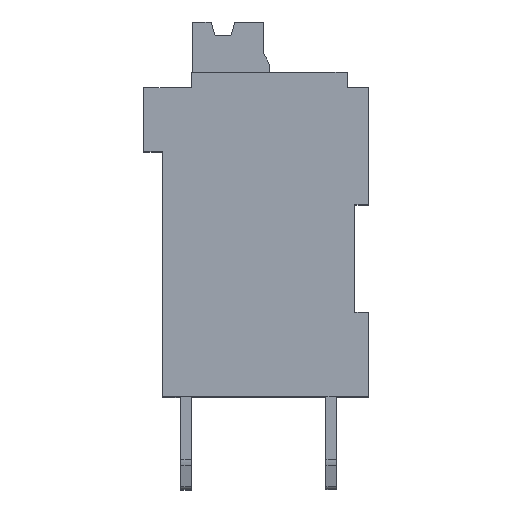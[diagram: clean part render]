
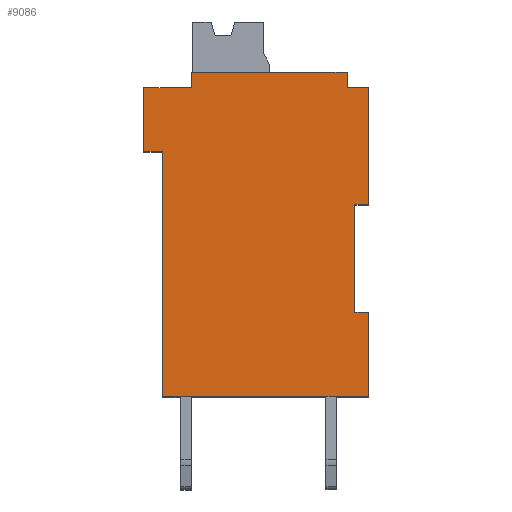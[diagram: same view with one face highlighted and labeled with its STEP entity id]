
A CAD part, top view. The second image highlights one B-rep face of the part: STEP entity #9086.
In plain terms, the highlighted planar face has unit normal (0, 0, 1).
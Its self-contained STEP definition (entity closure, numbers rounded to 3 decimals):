
#140 = CARTESIAN_POINT ( 'NONE',  ( 10.449, 7.048, 4.649 ) ) ;
#264 = CARTESIAN_POINT ( 'NONE',  ( 7.099, 0.898, 4.649 ) ) ;
#366 = VERTEX_POINT ( 'NONE', #19090 ) ;
#487 = DIRECTION ( 'NONE',  ( 0., -1., 0. ) ) ;
#728 = ORIENTED_EDGE ( 'NONE', *, *, #25051, .T. ) ;
#829 = VECTOR ( 'NONE', #15973, 1000. ) ;
#1025 = CARTESIAN_POINT ( 'NONE',  ( 11.249, -2.052, 4.649 ) ) ;
#1175 = CARTESIAN_POINT ( 'NONE',  ( 2.749, 4.047, 4.649 ) ) ;
#1546 = LINE ( 'NONE', #22599, #12948 ) ;
#1548 = CARTESIAN_POINT ( 'NONE',  ( 10.449, 6.448, 4.649 ) ) ;
#1684 = VECTOR ( 'NONE', #23577, 1000. ) ;
#1904 = EDGE_CURVE ( 'NONE', #29258, #21314, #10192, .T. ) ;
#2357 = CARTESIAN_POINT ( 'NONE',  ( 4.549, 7.047, 4.649 ) ) ;
#2620 = EDGE_CURVE ( 'NONE', #18883, #27720, #26230, .T. ) ;
#2806 = CARTESIAN_POINT ( 'NONE',  ( 11.249, 6.448, 4.649 ) ) ;
#2880 = VECTOR ( 'NONE', #22290, 1000. ) ;
#3230 = ORIENTED_EDGE ( 'NONE', *, *, #11375, .T. ) ;
#3940 = CARTESIAN_POINT ( 'NONE',  ( 3.449, 4.047, 4.649 ) ) ;
#4027 = ORIENTED_EDGE ( 'NONE', *, *, #1904, .T. ) ;
#4414 = DIRECTION ( 'NONE',  ( 1., 0., 0. ) ) ;
#4576 = ORIENTED_EDGE ( 'NONE', *, *, #11076, .T. ) ;
#4709 = EDGE_CURVE ( 'NONE', #21314, #24173, #10958, .T. ) ;
#4717 = EDGE_CURVE ( 'NONE', #366, #27834, #8029, .T. ) ;
#5594 = ORIENTED_EDGE ( 'NONE', *, *, #4717, .T. ) ;
#5658 = CARTESIAN_POINT ( 'NONE',  ( 3.449, 4.047, 4.649 ) ) ;
#5686 = DIRECTION ( 'NONE',  ( 1., 0., 0. ) ) ;
#5999 = VERTEX_POINT ( 'NONE', #2357 ) ;
#6016 = ORIENTED_EDGE ( 'NONE', *, *, #25206, .T. ) ;
#6049 = CARTESIAN_POINT ( 'NONE',  ( 10.449, 7.048, 4.649 ) ) ;
#6139 = CARTESIAN_POINT ( 'NONE',  ( 10.749, 2.048, 4.649 ) ) ;
#6493 = VECTOR ( 'NONE', #21197, 1000. ) ;
#6871 = FACE_OUTER_BOUND ( 'NONE', #13924, .T. ) ;
#6900 = CARTESIAN_POINT ( 'NONE',  ( 11.249, 2.048, 4.649 ) ) ;
#7712 = ORIENTED_EDGE ( 'NONE', *, *, #10565, .T. ) ;
#7768 = EDGE_CURVE ( 'NONE', #5999, #18883, #12934, .T. ) ;
#7785 = LINE ( 'NONE', #19639, #24612 ) ;
#7794 = LINE ( 'NONE', #140, #10966 ) ;
#8029 = LINE ( 'NONE', #17413, #23670 ) ;
#8194 = ORIENTED_EDGE ( 'NONE', *, *, #2620, .T. ) ;
#8433 = CARTESIAN_POINT ( 'NONE',  ( 11.249, 6.448, 4.649 ) ) ;
#8619 = DIRECTION ( 'NONE',  ( 0., -1., 0. ) ) ;
#8622 = DIRECTION ( 'NONE',  ( 1., 0., 0. ) ) ;
#8868 = AXIS2_PLACEMENT_3D ( 'NONE', #264, #30074, #4414 ) ;
#9059 = LINE ( 'NONE', #11226, #6493 ) ;
#9086 = ADVANCED_FACE ( 'NONE', ( #6871 ), #16102, .T. ) ;
#9091 = CARTESIAN_POINT ( 'NONE',  ( 10.449, 6.448, 4.649 ) ) ;
#9553 = EDGE_CURVE ( 'NONE', #29027, #26557, #7785, .T. ) ;
#9631 = DIRECTION ( 'NONE',  ( -1., 0., 0. ) ) ;
#9890 = ORIENTED_EDGE ( 'NONE', *, *, #4709, .T. ) ;
#10192 = LINE ( 'NONE', #19411, #25615 ) ;
#10325 = VERTEX_POINT ( 'NONE', #9091 ) ;
#10565 = EDGE_CURVE ( 'NONE', #30305, #5999, #7794, .T. ) ;
#10810 = ORIENTED_EDGE ( 'NONE', *, *, #20569, .T. ) ;
#10958 = LINE ( 'NONE', #6139, #17792 ) ;
#10966 = VECTOR ( 'NONE', #28835, 1000. ) ;
#11076 = EDGE_CURVE ( 'NONE', #27720, #29027, #1546, .T. ) ;
#11226 = CARTESIAN_POINT ( 'NONE',  ( 11.249, -5.252, 4.649 ) ) ;
#11375 = EDGE_CURVE ( 'NONE', #27834, #28222, #9059, .T. ) ;
#11935 = LINE ( 'NONE', #2806, #1684 ) ;
#12653 = DIRECTION ( 'NONE',  ( 0., 1., 0. ) ) ;
#12934 = LINE ( 'NONE', #25071, #2880 ) ;
#12948 = VECTOR ( 'NONE', #8619, 1000. ) ;
#13600 = EDGE_CURVE ( 'NONE', #24173, #23763, #27665, .T. ) ;
#13924 = EDGE_LOOP ( 'NONE', ( #8194, #4576, #17713, #6016, #5594, #3230, #22932, #4027, #9890, #20249, #10810, #728, #7712, #25229 ) ) ;
#14455 = CARTESIAN_POINT ( 'NONE',  ( 10.749, 2.048, 4.649 ) ) ;
#14578 = VECTOR ( 'NONE', #487, 1000. ) ;
#15005 = LINE ( 'NONE', #1025, #25660 ) ;
#15185 = CARTESIAN_POINT ( 'NONE',  ( 2.749, 6.447, 4.649 ) ) ;
#15411 = CARTESIAN_POINT ( 'NONE',  ( 4.549, 6.447, 4.649 ) ) ;
#15973 = DIRECTION ( 'NONE',  ( 0., 1., 0. ) ) ;
#16102 = PLANE ( 'NONE',  #8868 ) ;
#17183 = DIRECTION ( 'NONE',  ( 1., 0., 0. ) ) ;
#17413 = CARTESIAN_POINT ( 'NONE',  ( 3.449, -5.253, 4.649 ) ) ;
#17713 = ORIENTED_EDGE ( 'NONE', *, *, #9553, .T. ) ;
#17792 = VECTOR ( 'NONE', #8622, 1000. ) ;
#18883 = VERTEX_POINT ( 'NONE', #15411 ) ;
#18989 = CARTESIAN_POINT ( 'NONE',  ( 10.749, -2.052, 4.649 ) ) ;
#19090 = CARTESIAN_POINT ( 'NONE',  ( 3.449, -5.253, 4.649 ) ) ;
#19309 = CARTESIAN_POINT ( 'NONE',  ( 4.549, 6.447, 4.649 ) ) ;
#19411 = CARTESIAN_POINT ( 'NONE',  ( 10.749, -2.052, 4.649 ) ) ;
#19639 = CARTESIAN_POINT ( 'NONE',  ( 2.749, 4.047, 4.649 ) ) ;
#20249 = ORIENTED_EDGE ( 'NONE', *, *, #13600, .T. ) ;
#20569 = EDGE_CURVE ( 'NONE', #23763, #10325, #11935, .T. ) ;
#21197 = DIRECTION ( 'NONE',  ( 0., 1., 0. ) ) ;
#21314 = VERTEX_POINT ( 'NONE', #14455 ) ;
#21769 = DIRECTION ( 'NONE',  ( -1., 0., 0. ) ) ;
#22290 = DIRECTION ( 'NONE',  ( 0., -1., 0. ) ) ;
#22599 = CARTESIAN_POINT ( 'NONE',  ( 2.749, 6.447, 4.649 ) ) ;
#22932 = ORIENTED_EDGE ( 'NONE', *, *, #28111, .T. ) ;
#23577 = DIRECTION ( 'NONE',  ( -1., 0., 0. ) ) ;
#23584 = CARTESIAN_POINT ( 'NONE',  ( 11.249, 2.048, 4.649 ) ) ;
#23670 = VECTOR ( 'NONE', #5686, 1000. ) ;
#23763 = VERTEX_POINT ( 'NONE', #8433 ) ;
#24173 = VERTEX_POINT ( 'NONE', #23584 ) ;
#24612 = VECTOR ( 'NONE', #17183, 1000. ) ;
#24621 = DIRECTION ( 'NONE',  ( 0., 1., 0. ) ) ;
#25051 = EDGE_CURVE ( 'NONE', #10325, #30305, #27547, .T. ) ;
#25071 = CARTESIAN_POINT ( 'NONE',  ( 4.549, 7.047, 4.649 ) ) ;
#25206 = EDGE_CURVE ( 'NONE', #26557, #366, #26759, .T. ) ;
#25229 = ORIENTED_EDGE ( 'NONE', *, *, #7768, .T. ) ;
#25615 = VECTOR ( 'NONE', #12653, 1000. ) ;
#25660 = VECTOR ( 'NONE', #21769, 1000. ) ;
#26030 = VECTOR ( 'NONE', #9631, 1000. ) ;
#26230 = LINE ( 'NONE', #19309, #26030 ) ;
#26409 = VECTOR ( 'NONE', #24621, 1000. ) ;
#26557 = VERTEX_POINT ( 'NONE', #3940 ) ;
#26581 = CARTESIAN_POINT ( 'NONE',  ( 11.249, -5.252, 4.649 ) ) ;
#26759 = LINE ( 'NONE', #5658, #14578 ) ;
#27150 = CARTESIAN_POINT ( 'NONE',  ( 11.249, -2.052, 4.649 ) ) ;
#27547 = LINE ( 'NONE', #1548, #26409 ) ;
#27665 = LINE ( 'NONE', #6900, #829 ) ;
#27720 = VERTEX_POINT ( 'NONE', #15185 ) ;
#27834 = VERTEX_POINT ( 'NONE', #26581 ) ;
#28111 = EDGE_CURVE ( 'NONE', #28222, #29258, #15005, .T. ) ;
#28222 = VERTEX_POINT ( 'NONE', #27150 ) ;
#28835 = DIRECTION ( 'NONE',  ( -1., 0., 0. ) ) ;
#29027 = VERTEX_POINT ( 'NONE', #1175 ) ;
#29258 = VERTEX_POINT ( 'NONE', #18989 ) ;
#30074 = DIRECTION ( 'NONE',  ( 0., 0., 1. ) ) ;
#30305 = VERTEX_POINT ( 'NONE', #6049 ) ;
